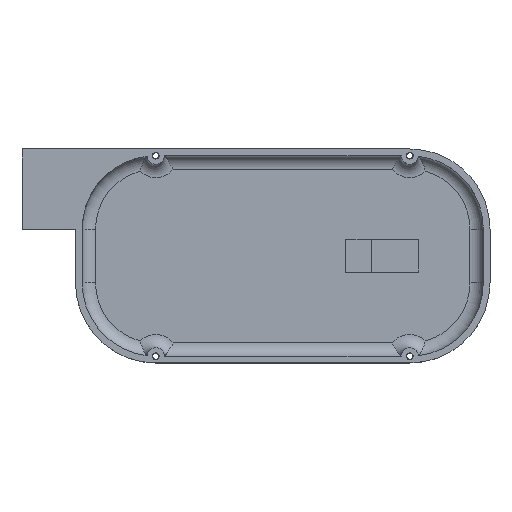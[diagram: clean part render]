
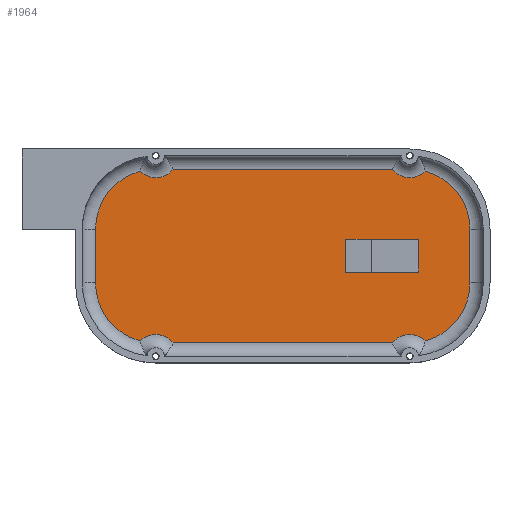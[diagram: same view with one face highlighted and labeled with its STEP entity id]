
A CAD part, top view. The second image highlights one B-rep face of the part: STEP entity #1964.
In plain terms, the highlighted planar face has unit normal (0, 0, 1).
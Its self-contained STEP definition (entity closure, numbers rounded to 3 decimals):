
#389 = CARTESIAN_POINT ( 'NONE',  ( -115.95, -31.785, -3.693 ) ) ;
#687 = VERTEX_POINT ( 'NONE', #10249 ) ;
#1038 = CARTESIAN_POINT ( 'NONE',  ( -28.952, -99.285, -3.693 ) ) ;
#1373 = DIRECTION ( 'NONE',  ( 1., 0., 0. ) ) ;
#1500 = EDGE_CURVE ( 'NONE', #24359, #6379, #12854, .T. ) ;
#1607 = CARTESIAN_POINT ( 'NONE',  ( 236.55, -99.285, -3.693 ) ) ;
#1964 = ADVANCED_FACE ( 'NONE', ( #11953, #7681 ), #23016, .T. ) ;
#2062 = CIRCLE ( 'NONE', #16183, 67.5 ) ;
#2121 = EDGE_CURVE ( 'NONE', #24960, #29077, #16952, .T. ) ;
#2183 = DIRECTION ( 'NONE',  ( 1., 0., 0. ) ) ;
#2645 = CIRCLE ( 'NONE', #15389, 24.6 ) ;
#2775 = CARTESIAN_POINT ( 'NONE',  ( -28.952, 95.715, -3.693 ) ) ;
#2869 = DIRECTION ( 'NONE',  ( 1., 0., 0. ) ) ;
#3058 = EDGE_LOOP ( 'NONE', ( #22170, #17486, #3744, #25482, #18136, #11615, #20764, #6486, #19823, #22572, #12853, #11387 ) ) ;
#3147 = VECTOR ( 'NONE', #24654, 1000. ) ;
#3256 = CARTESIAN_POINT ( 'NONE',  ( 254.035, 93.411, -3.693 ) ) ;
#3744 = ORIENTED_EDGE ( 'NONE', *, *, #8374, .T. ) ;
#3862 = CARTESIAN_POINT ( 'NONE',  ( -65.935, 93.411, -3.693 ) ) ;
#3878 = LINE ( 'NONE', #10794, #3147 ) ;
#3947 = CIRCLE ( 'NONE', #10990, 24.6 ) ;
#4008 = DIRECTION ( 'NONE',  ( 0., 1., 0. ) ) ;
#4200 = CARTESIAN_POINT ( 'NONE',  ( -48.45, 110.715, -3.693 ) ) ;
#4492 = EDGE_CURVE ( 'NONE', #17273, #24359, #18659, .T. ) ;
#5123 = DIRECTION ( 'NONE',  ( 0., 0., 1. ) ) ;
#5356 = ORIENTED_EDGE ( 'NONE', *, *, #1500, .T. ) ;
#5543 = CARTESIAN_POINT ( 'NONE',  ( 236.55, 110.715, -3.693 ) ) ;
#5840 = EDGE_CURVE ( 'NONE', #21197, #7758, #3878, .T. ) ;
#6303 = CARTESIAN_POINT ( 'NONE',  ( 236.55, 95.715, -3.693 ) ) ;
#6379 = VERTEX_POINT ( 'NONE', #8426 ) ;
#6486 = ORIENTED_EDGE ( 'NONE', *, *, #23240, .T. ) ;
#6799 = ORIENTED_EDGE ( 'NONE', *, *, #7732, .T. ) ;
#6909 = AXIS2_PLACEMENT_3D ( 'NONE', #16298, #20875, #7462 ) ;
#7462 = DIRECTION ( 'NONE',  ( 1., 0., 0. ) ) ;
#7681 = FACE_OUTER_BOUND ( 'NONE', #3058, .T. ) ;
#7732 = EDGE_CURVE ( 'NONE', #6379, #23414, #11614, .T. ) ;
#7743 = DIRECTION ( 'NONE',  ( 1., 0., 0. ) ) ;
#7758 = VERTEX_POINT ( 'NONE', #389 ) ;
#8344 = DIRECTION ( 'NONE',  ( 0., 0., -1. ) ) ;
#8374 = EDGE_CURVE ( 'NONE', #29077, #25381, #2645, .T. ) ;
#8425 = VECTOR ( 'NONE', #12716, 1000. ) ;
#8426 = CARTESIAN_POINT ( 'NONE',  ( 194.869, 11.893, -3.693 ) ) ;
#8652 = LINE ( 'NONE', #6303, #18771 ) ;
#9284 = AXIS2_PLACEMENT_3D ( 'NONE', #11867, #23360, #2869 ) ;
#9448 = CARTESIAN_POINT ( 'NONE',  ( 236.55, 110.715, -3.693 ) ) ;
#9691 = EDGE_CURVE ( 'NONE', #16549, #24960, #19628, .T. ) ;
#10249 = CARTESIAN_POINT ( 'NONE',  ( 217.052, 95.715, -3.693 ) ) ;
#10761 = VECTOR ( 'NONE', #25948, 1000. ) ;
#10794 = CARTESIAN_POINT ( 'NONE',  ( -115.95, 110.715, -3.693 ) ) ;
#10803 = DIRECTION ( 'NONE',  ( 0., 0., 1. ) ) ;
#10881 = AXIS2_PLACEMENT_3D ( 'NONE', #28520, #10803, #1373 ) ;
#10966 = CARTESIAN_POINT ( 'NONE',  ( 236.55, -114.285, -3.693 ) ) ;
#10990 = AXIS2_PLACEMENT_3D ( 'NONE', #4200, #8344, #15547 ) ;
#11387 = ORIENTED_EDGE ( 'NONE', *, *, #18841, .T. ) ;
#11614 = LINE ( 'NONE', #20173, #19657 ) ;
#11615 = ORIENTED_EDGE ( 'NONE', *, *, #11958, .T. ) ;
#11736 = DIRECTION ( 'NONE',  ( -1., 0., 0. ) ) ;
#11867 = CARTESIAN_POINT ( 'NONE',  ( 236.55, 28.215, -3.693 ) ) ;
#11953 = FACE_BOUND ( 'NONE', #15922, .T. ) ;
#11958 = EDGE_CURVE ( 'NONE', #26915, #17643, #29064, .T. ) ;
#12071 = EDGE_CURVE ( 'NONE', #12960, #21197, #22460, .T. ) ;
#12176 = CARTESIAN_POINT ( 'NONE',  ( 236.55, -15.464, -3.693 ) ) ;
#12178 = VECTOR ( 'NONE', #11736, 1000. ) ;
#12301 = CIRCLE ( 'NONE', #10881, 67.5 ) ;
#12475 = DIRECTION ( 'NONE',  ( 1., 0., 0. ) ) ;
#12667 = LINE ( 'NONE', #17518, #23706 ) ;
#12716 = DIRECTION ( 'NONE',  ( 0., 1., 0. ) ) ;
#12853 = ORIENTED_EDGE ( 'NONE', *, *, #5840, .T. ) ;
#12854 = LINE ( 'NONE', #21710, #8425 ) ;
#12901 = CARTESIAN_POINT ( 'NONE',  ( 217.052, -99.285, -3.693 ) ) ;
#12960 = VERTEX_POINT ( 'NONE', #3862 ) ;
#14074 = CARTESIAN_POINT ( 'NONE',  ( 224.103, 11.893, -3.693 ) ) ;
#14380 = DIRECTION ( 'NONE',  ( 0., 0., -1. ) ) ;
#14847 = ORIENTED_EDGE ( 'NONE', *, *, #4492, .T. ) ;
#15253 = DIRECTION ( 'NONE',  ( 1., 0., 0. ) ) ;
#15389 = AXIS2_PLACEMENT_3D ( 'NONE', #10966, #17461, #15253 ) ;
#15547 = DIRECTION ( 'NONE',  ( 1., 0., 0. ) ) ;
#15568 = DIRECTION ( 'NONE',  ( -1., 0., 0. ) ) ;
#15922 = EDGE_LOOP ( 'NONE', ( #5356, #6799, #21927, #14847 ) ) ;
#15990 = VECTOR ( 'NONE', #4008, 1000. ) ;
#16169 = CARTESIAN_POINT ( 'NONE',  ( 304.05, -31.785, -3.693 ) ) ;
#16183 = AXIS2_PLACEMENT_3D ( 'NONE', #25614, #5123, #20748 ) ;
#16224 = DIRECTION ( 'NONE',  ( 0., 0., 1. ) ) ;
#16298 = CARTESIAN_POINT ( 'NONE',  ( -48.45, -114.285, -3.693 ) ) ;
#16368 = VERTEX_POINT ( 'NONE', #2775 ) ;
#16549 = VERTEX_POINT ( 'NONE', #19544 ) ;
#16559 = EDGE_CURVE ( 'NONE', #16368, #12960, #3947, .T. ) ;
#16888 = AXIS2_PLACEMENT_3D ( 'NONE', #9448, #16224, #20798 ) ;
#16952 = LINE ( 'NONE', #1607, #10761 ) ;
#17273 = VERTEX_POINT ( 'NONE', #21719 ) ;
#17370 = CIRCLE ( 'NONE', #28686, 24.6 ) ;
#17461 = DIRECTION ( 'NONE',  ( 0., 0., -1. ) ) ;
#17486 = ORIENTED_EDGE ( 'NONE', *, *, #2121, .T. ) ;
#17518 = CARTESIAN_POINT ( 'NONE',  ( 224.103, 110.715, -3.693 ) ) ;
#17643 = VERTEX_POINT ( 'NONE', #3256 ) ;
#17685 = CARTESIAN_POINT ( 'NONE',  ( 254.035, -96.981, -3.693 ) ) ;
#17906 = EDGE_CURVE ( 'NONE', #23414, #17273, #12667, .T. ) ;
#18134 = CARTESIAN_POINT ( 'NONE',  ( 304.05, 110.715, -3.693 ) ) ;
#18136 = ORIENTED_EDGE ( 'NONE', *, *, #27511, .T. ) ;
#18232 = EDGE_CURVE ( 'NONE', #25381, #26605, #2062, .T. ) ;
#18659 = LINE ( 'NONE', #12176, #12178 ) ;
#18771 = VECTOR ( 'NONE', #15568, 1000. ) ;
#18841 = EDGE_CURVE ( 'NONE', #7758, #16549, #12301, .T. ) ;
#19544 = CARTESIAN_POINT ( 'NONE',  ( -65.935, -96.981, -3.693 ) ) ;
#19628 = CIRCLE ( 'NONE', #6909, 24.6 ) ;
#19657 = VECTOR ( 'NONE', #2183, 1000. ) ;
#19823 = ORIENTED_EDGE ( 'NONE', *, *, #16559, .T. ) ;
#20173 = CARTESIAN_POINT ( 'NONE',  ( 236.55, 11.893, -3.693 ) ) ;
#20748 = DIRECTION ( 'NONE',  ( 1., 0., 0. ) ) ;
#20764 = ORIENTED_EDGE ( 'NONE', *, *, #23773, .T. ) ;
#20798 = DIRECTION ( 'NONE',  ( 1., 0., 0. ) ) ;
#20875 = DIRECTION ( 'NONE',  ( 0., 0., -1. ) ) ;
#21003 = DIRECTION ( 'NONE',  ( 0., 0., 1. ) ) ;
#21197 = VERTEX_POINT ( 'NONE', #21288 ) ;
#21288 = CARTESIAN_POINT ( 'NONE',  ( -115.95, 28.215, -3.693 ) ) ;
#21710 = CARTESIAN_POINT ( 'NONE',  ( 194.869, 110.715, -3.693 ) ) ;
#21719 = CARTESIAN_POINT ( 'NONE',  ( 224.103, -15.464, -3.693 ) ) ;
#21927 = ORIENTED_EDGE ( 'NONE', *, *, #17906, .T. ) ;
#22170 = ORIENTED_EDGE ( 'NONE', *, *, #9691, .T. ) ;
#22460 = CIRCLE ( 'NONE', #26713, 67.5 ) ;
#22572 = ORIENTED_EDGE ( 'NONE', *, *, #12071, .T. ) ;
#23016 = PLANE ( 'NONE',  #16888 ) ;
#23240 = EDGE_CURVE ( 'NONE', #687, #16368, #8652, .T. ) ;
#23360 = DIRECTION ( 'NONE',  ( 0., 0., 1. ) ) ;
#23414 = VERTEX_POINT ( 'NONE', #14074 ) ;
#23706 = VECTOR ( 'NONE', #26520, 1000. ) ;
#23773 = EDGE_CURVE ( 'NONE', #17643, #687, #17370, .T. ) ;
#24359 = VERTEX_POINT ( 'NONE', #27484 ) ;
#24498 = LINE ( 'NONE', #18134, #15990 ) ;
#24654 = DIRECTION ( 'NONE',  ( 0., -1., 0. ) ) ;
#24960 = VERTEX_POINT ( 'NONE', #1038 ) ;
#25293 = CARTESIAN_POINT ( 'NONE',  ( -48.45, 28.215, -3.693 ) ) ;
#25381 = VERTEX_POINT ( 'NONE', #17685 ) ;
#25482 = ORIENTED_EDGE ( 'NONE', *, *, #18232, .T. ) ;
#25614 = CARTESIAN_POINT ( 'NONE',  ( 236.55, -31.785, -3.693 ) ) ;
#25948 = DIRECTION ( 'NONE',  ( 1., 0., 0. ) ) ;
#26045 = CARTESIAN_POINT ( 'NONE',  ( 304.05, 28.215, -3.693 ) ) ;
#26520 = DIRECTION ( 'NONE',  ( 0., -1., 0. ) ) ;
#26605 = VERTEX_POINT ( 'NONE', #16169 ) ;
#26713 = AXIS2_PLACEMENT_3D ( 'NONE', #25293, #21003, #7743 ) ;
#26915 = VERTEX_POINT ( 'NONE', #26045 ) ;
#27484 = CARTESIAN_POINT ( 'NONE',  ( 194.869, -15.464, -3.693 ) ) ;
#27511 = EDGE_CURVE ( 'NONE', #26605, #26915, #24498, .T. ) ;
#28520 = CARTESIAN_POINT ( 'NONE',  ( -48.45, -31.785, -3.693 ) ) ;
#28686 = AXIS2_PLACEMENT_3D ( 'NONE', #5543, #14380, #12475 ) ;
#29064 = CIRCLE ( 'NONE', #9284, 67.5 ) ;
#29077 = VERTEX_POINT ( 'NONE', #12901 ) ;
